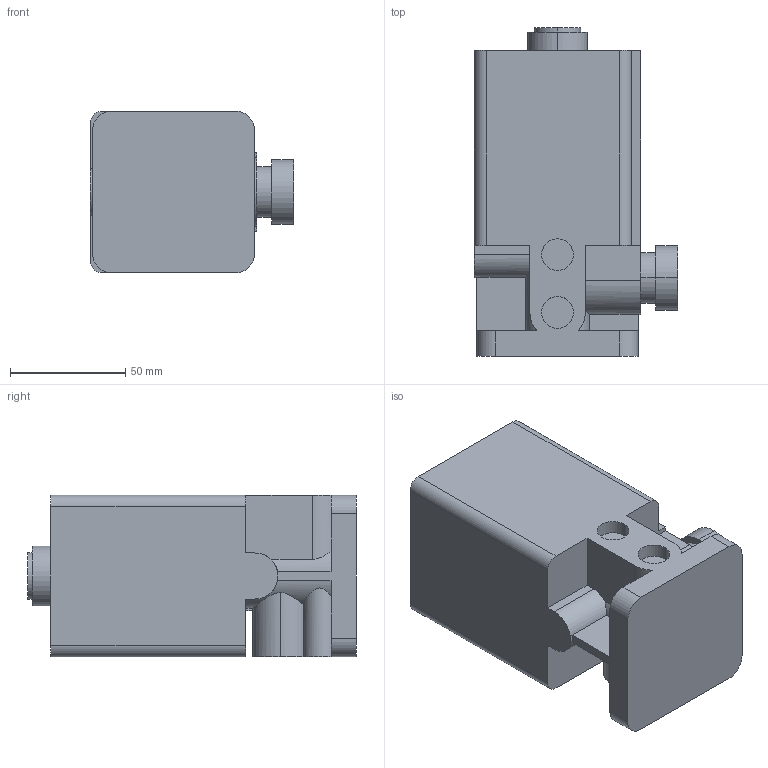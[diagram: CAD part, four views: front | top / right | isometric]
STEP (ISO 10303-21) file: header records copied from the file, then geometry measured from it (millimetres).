
FILE_DESCRIPTION (( 'STEP AP214' ), '1' );
FILE_NAME ('MVW1-8A.STEP', '2025-09-02T06:24:25', ( '' ), ( '' ), 'SwSTEP 2.0', 'SolidWorks 2023', '' );
FILE_SCHEMA (( 'AUTOMOTIVE_DESIGN' ));
Length unit declared in the file: millimetre
Products named in the file (1): MVW1-8A
Bounding box: 88 x 142.5 x 70 mm (x, y, z)
Volume: 558968.7 mm3; surface area: 56456.6 mm2
Topology: 1 solids, 1 shells, 76 faces, 200 edges, 133 vertices
Faces by surface type: plane 40, cylinder 36
Entity records: 2561 total; most frequent: CARTESIAN_POINT 607, DIRECTION 410, ORIENTED_EDGE 400, EDGE_CURVE 200, AXIS2_PLACEMENT_3D 144, VERTEX_POINT 133, LINE 122, VECTOR 122
